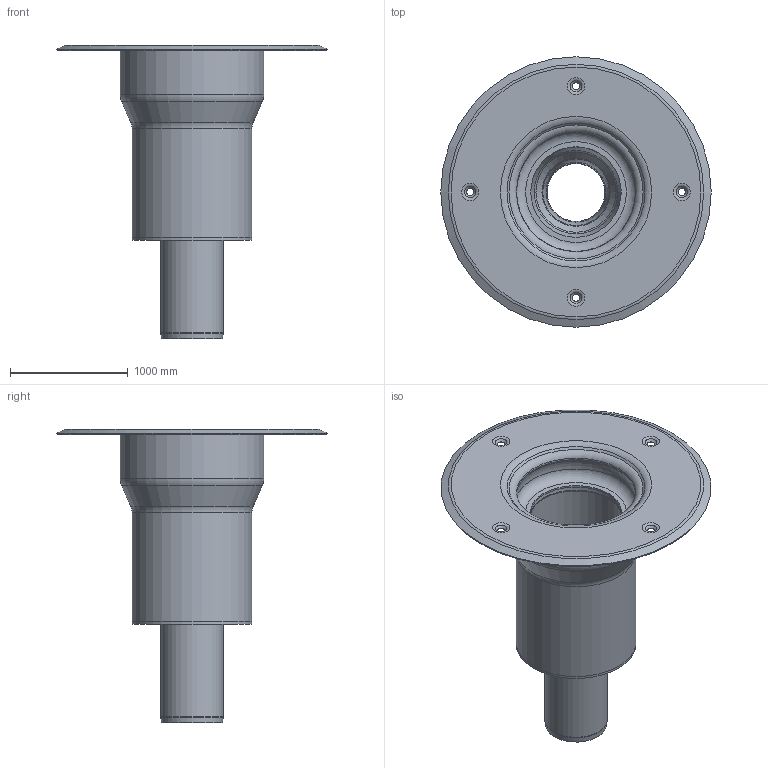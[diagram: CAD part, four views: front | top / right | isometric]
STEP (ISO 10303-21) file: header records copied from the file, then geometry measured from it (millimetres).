
FILE_DESCRIPTION(/* description */ (''),/* implementation_level */ '2;1');
FILE_NAME(/* name */ '15280.050X_3D.stp',/* time_stamp */ '2024-12-11T14:56:05+01:00',/* author */ ('CAD'),/* organization */ (''),/* preprocessor_version */ 'ST-DEVELOPER v20',/* originating_system */ 'AutoCAD Mechanical',/* authorisation */ '');
FILE_SCHEMA (('AUTOMOTIVE_DESIGN { 1 0 10303 214 3 1 1 }'));
Length unit declared in the file: centimetre
Products named in the file (2): Product; *S0
Assembly tree (1 placements, depth 2):
  Product
    *S0
Bounding box: 2300 x 2300 x 2500 mm (x, y, z)
Volume: 938845895.5 mm3; surface area: 39440837.2 mm2
Topology: 5 solids, 5 shells, 115 faces, 290 edges, 185 vertices
Faces by surface type: torus 50, cone 40, cylinder 15, plane 10
Full cylindrical faces by diameter (mm): 100 x1, 530 x2, 540 x1, 770 x1, 780 x1, 810 x2, 980 x2, 1020 x2, 1180 x2, 1220 x1
Entity records: 3674 total; most frequent: DIRECTION 761, CARTESIAN_POINT 593, ORIENTED_EDGE 580, AXIS2_PLACEMENT_3D 353, EDGE_CURVE 290, CIRCLE 235, VERTEX_POINT 185, EDGE_LOOP 135
